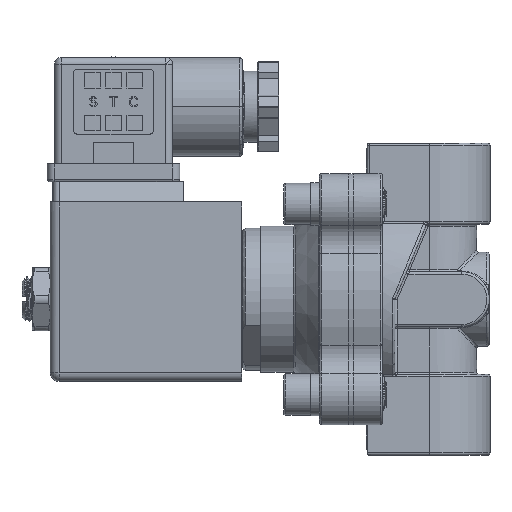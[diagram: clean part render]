
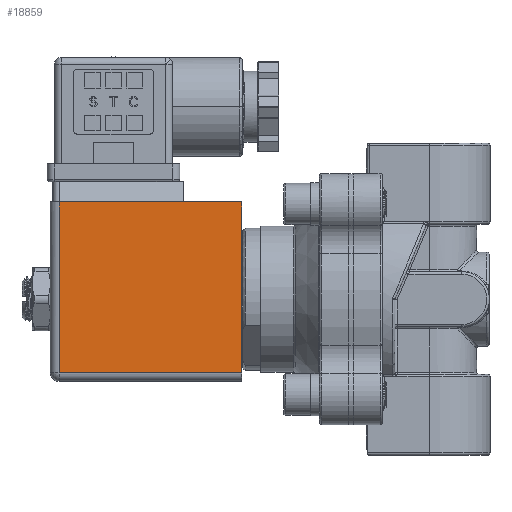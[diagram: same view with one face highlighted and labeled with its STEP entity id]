
A CAD part, left-side view. The second image highlights one B-rep face of the part: STEP entity #18859.
In plain terms, the highlighted planar face has unit normal (-1, 0, 0).
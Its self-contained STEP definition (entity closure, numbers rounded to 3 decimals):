
#3885 = CARTESIAN_POINT ( 'NONE',  ( -17.925, 95.8, -16.32 ) ) ;
#7991 = DIRECTION ( 'NONE',  ( -1., 0., 0. ) ) ;
#10962 = DIRECTION ( 'NONE',  ( 0., 0., -1. ) ) ;
#16535 = ORIENTED_EDGE ( 'NONE', *, *, #103576, .T. ) ;
#18654 = VERTEX_POINT ( 'NONE', #3885 ) ;
#18859 = ADVANCED_FACE ( 'NONE', ( #68099 ), #92268, .T. ) ;
#23642 = DIRECTION ( 'NONE',  ( 0., -1., 0. ) ) ;
#26879 = AXIS2_PLACEMENT_3D ( 'NONE', #71489, #7991, #82083 ) ;
#29013 = CARTESIAN_POINT ( 'NONE',  ( -17.925, 55.1, -16.32 ) ) ;
#29558 = VECTOR ( 'NONE', #23642, 1000. ) ;
#32571 = VERTEX_POINT ( 'NONE', #29013 ) ;
#38203 = VECTOR ( 'NONE', #132846, 1000. ) ;
#39110 = LINE ( 'NONE', #85062, #67349 ) ;
#49269 = CARTESIAN_POINT ( 'NONE',  ( -17.925, 55.1, -16.32 ) ) ;
#50460 = EDGE_CURVE ( 'NONE', #32571, #68135, #66427, .T. ) ;
#57419 = CARTESIAN_POINT ( 'NONE',  ( -17.925, 55.1, 1.68 ) ) ;
#64937 = VERTEX_POINT ( 'NONE', #93642 ) ;
#66427 = LINE ( 'NONE', #57419, #38203 ) ;
#67349 = VECTOR ( 'NONE', #10962, 1000. ) ;
#68099 = FACE_OUTER_BOUND ( 'NONE', #128665, .T. ) ;
#68135 = VERTEX_POINT ( 'NONE', #89628 ) ;
#71489 = CARTESIAN_POINT ( 'NONE',  ( -17.925, 55.1, -18.32 ) ) ;
#72827 = LINE ( 'NONE', #49269, #129093 ) ;
#76169 = ORIENTED_EDGE ( 'NONE', *, *, #94257, .F. ) ;
#79969 = EDGE_CURVE ( 'NONE', #18654, #32571, #72827, .T. ) ;
#82083 = DIRECTION ( 'NONE',  ( 0., 0., 1. ) ) ;
#85062 = CARTESIAN_POINT ( 'NONE',  ( -17.925, 95.8, -18.32 ) ) ;
#89166 = ORIENTED_EDGE ( 'NONE', *, *, #79969, .T. ) ;
#89628 = CARTESIAN_POINT ( 'NONE',  ( -17.925, 55.1, 21.68 ) ) ;
#92268 = PLANE ( 'NONE',  #26879 ) ;
#93642 = CARTESIAN_POINT ( 'NONE',  ( -17.925, 95.8, 21.68 ) ) ;
#94257 = EDGE_CURVE ( 'NONE', #64937, #68135, #114088, .T. ) ;
#97324 = CARTESIAN_POINT ( 'NONE',  ( -17.925, 55.1, 21.68 ) ) ;
#101694 = DIRECTION ( 'NONE',  ( 0., -1., 0. ) ) ;
#103576 = EDGE_CURVE ( 'NONE', #64937, #18654, #39110, .T. ) ;
#114088 = LINE ( 'NONE', #97324, #29558 ) ;
#128665 = EDGE_LOOP ( 'NONE', ( #89166, #132812, #76169, #16535 ) ) ;
#129093 = VECTOR ( 'NONE', #101694, 1000. ) ;
#132812 = ORIENTED_EDGE ( 'NONE', *, *, #50460, .T. ) ;
#132846 = DIRECTION ( 'NONE',  ( 0., 0., 1. ) ) ;
